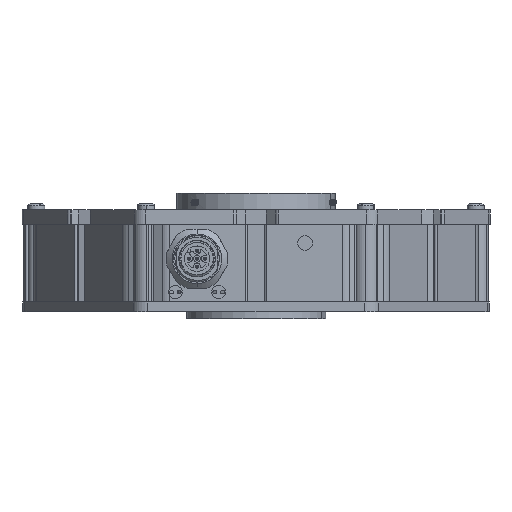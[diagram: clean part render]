
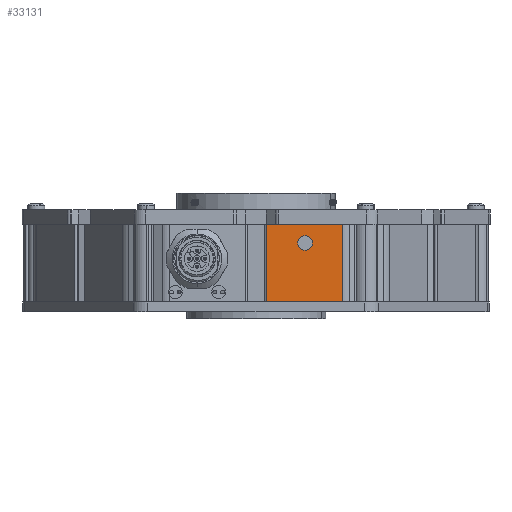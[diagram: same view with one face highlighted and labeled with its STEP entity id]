
A CAD part, left-side view. The second image highlights one B-rep face of the part: STEP entity #33131.
In plain terms, the highlighted planar face has unit normal (-1, 0, 0).
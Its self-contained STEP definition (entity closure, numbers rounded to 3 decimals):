
#476 = ORIENTED_EDGE ( 'NONE', *, *, #16244, .T. ) ;
#1042 = CARTESIAN_POINT ( 'NONE',  ( -4.413, 32.1, 25. ) ) ;
#1560 = ORIENTED_EDGE ( 'NONE', *, *, #8840, .F. ) ;
#1766 = ORIENTED_EDGE ( 'NONE', *, *, #8886, .F. ) ;
#4796 = EDGE_CURVE ( 'NONE', #33833, #49352, #11695, .T. ) ;
#5787 = ORIENTED_EDGE ( 'NONE', *, *, #35227, .T. ) ;
#6376 = EDGE_LOOP ( 'NONE', ( #476, #27243, #40867, #5787 ) ) ;
#6911 = FACE_BOUND ( 'NONE', #15674, .T. ) ;
#8840 = EDGE_CURVE ( 'NONE', #36612, #44232, #49348, .T. ) ;
#8886 = EDGE_CURVE ( 'NONE', #44232, #36612, #47875, .T. ) ;
#11259 = VERTEX_POINT ( 'NONE', #55823 ) ;
#11695 = LINE ( 'NONE', #52867, #36086 ) ;
#13550 = CARTESIAN_POINT ( 'NONE',  ( -4.413, 32.1, 0. ) ) ;
#13868 = DIRECTION ( 'NONE',  ( 0., 1., 0. ) ) ;
#15674 = EDGE_LOOP ( 'NONE', ( #1560, #1766 ) ) ;
#15991 = LINE ( 'NONE', #51334, #38939 ) ;
#16244 = EDGE_CURVE ( 'NONE', #33847, #49352, #31221, .T. ) ;
#16893 = EDGE_CURVE ( 'NONE', #11259, #33833, #52839, .T. ) ;
#17573 = VECTOR ( 'NONE', #51418, 1000. ) ;
#18090 = CARTESIAN_POINT ( 'NONE',  ( -4.413, 19.625, 19.05 ) ) ;
#18344 = CARTESIAN_POINT ( 'NONE',  ( -4.413, 17.244, 19.05 ) ) ;
#20639 = DIRECTION ( 'NONE',  ( 0., 0., -1. ) ) ;
#22671 = DIRECTION ( 'NONE',  ( 0., -1., 0. ) ) ;
#23728 = DIRECTION ( 'NONE',  ( 0., 0., -1. ) ) ;
#27243 = ORIENTED_EDGE ( 'NONE', *, *, #4796, .F. ) ;
#27490 = DIRECTION ( 'NONE',  ( -1., 0., 0. ) ) ;
#29859 = FACE_OUTER_BOUND ( 'NONE', #6376, .T. ) ;
#31221 = LINE ( 'NONE', #34515, #55753 ) ;
#33131 = ADVANCED_FACE ( 'NONE', ( #6911, #29859 ), #59735, .F. ) ;
#33833 = VERTEX_POINT ( 'NONE', #41075 ) ;
#33847 = VERTEX_POINT ( 'NONE', #13550 ) ;
#34515 = CARTESIAN_POINT ( 'NONE',  ( -4.413, 28., 0. ) ) ;
#35223 = CARTESIAN_POINT ( 'NONE',  ( -4.413, 7.684, 0. ) ) ;
#35227 = EDGE_CURVE ( 'NONE', #11259, #33847, #15991, .T. ) ;
#36086 = VECTOR ( 'NONE', #20639, 1000. ) ;
#36612 = VERTEX_POINT ( 'NONE', #18344 ) ;
#36760 = CARTESIAN_POINT ( 'NONE',  ( -4.413, 28., 25. ) ) ;
#37759 = AXIS2_PLACEMENT_3D ( 'NONE', #18090, #50288, #22671 ) ;
#38735 = DIRECTION ( 'NONE',  ( 0., -1., 0. ) ) ;
#38939 = VECTOR ( 'NONE', #23728, 1000. ) ;
#40867 = ORIENTED_EDGE ( 'NONE', *, *, #16893, .F. ) ;
#41075 = CARTESIAN_POINT ( 'NONE',  ( -4.413, 7.684, 25. ) ) ;
#41388 = DIRECTION ( 'NONE',  ( 1., 0., 0. ) ) ;
#44232 = VERTEX_POINT ( 'NONE', #59624 ) ;
#47875 = CIRCLE ( 'NONE', #56323, 2.381 ) ;
#49348 = CIRCLE ( 'NONE', #37759, 2.381 ) ;
#49352 = VERTEX_POINT ( 'NONE', #35223 ) ;
#50288 = DIRECTION ( 'NONE',  ( -1., 0., 0. ) ) ;
#51334 = CARTESIAN_POINT ( 'NONE',  ( -4.413, 32.1, 25. ) ) ;
#51418 = DIRECTION ( 'NONE',  ( 0., -1., 0. ) ) ;
#52839 = LINE ( 'NONE', #1042, #17573 ) ;
#52867 = CARTESIAN_POINT ( 'NONE',  ( -4.413, 7.684, 25. ) ) ;
#55095 = CARTESIAN_POINT ( 'NONE',  ( -4.413, 19.625, 19.05 ) ) ;
#55753 = VECTOR ( 'NONE', #38735, 1000. ) ;
#55823 = CARTESIAN_POINT ( 'NONE',  ( -4.413, 32.1, 25. ) ) ;
#56323 = AXIS2_PLACEMENT_3D ( 'NONE', #55095, #27490, #59699 ) ;
#58179 = AXIS2_PLACEMENT_3D ( 'NONE', #36760, #41388, #13868 ) ;
#59624 = CARTESIAN_POINT ( 'NONE',  ( -4.413, 22.006, 19.05 ) ) ;
#59699 = DIRECTION ( 'NONE',  ( 0., -1., 0. ) ) ;
#59735 = PLANE ( 'NONE',  #58179 ) ;
